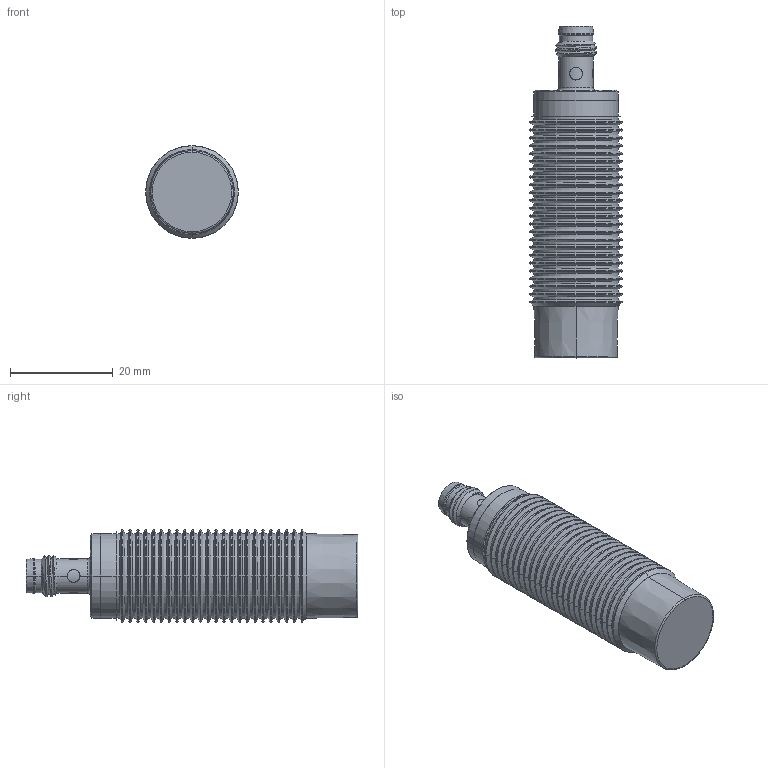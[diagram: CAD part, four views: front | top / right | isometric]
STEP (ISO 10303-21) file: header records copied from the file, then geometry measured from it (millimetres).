
FILE_DESCRIPTION(('STEP AP214'),'1');
FILE_NAME('cctmp_8C5F4DEF-A172-4FF9-9EA6-431AC87A3520_2023_07_14_07_05_06_0302_10448..stp','2023-07-14T05:05:06',('Pepperl+Fuchs GmbH'),('CADClick - www.CADClick.com'),'Spatial InterOp 3D',' ','unknown authorization');
FILE_SCHEMA(('AUTOMOTIVE_DESIGN'));
Length unit declared in the file: millimetre
Products named in the file (4): NBN12-18GM50-E0-V3; NBN12-18GM50-E0-V3_3; NBN12-18GM50-E0-V3_2; NBN12-18GM50-E0-V3_1
Assembly tree (3 placements, depth 2):
  NBN12-18GM50-E0-V3
    NBN12-18GM50-E0-V3_3
    NBN12-18GM50-E0-V3_2
    NBN12-18GM50-E0-V3_1
Bounding box: 18 x 64.5 x 18 mm (x, y, z)
Volume: 10607.2 mm3; surface area: 7780.4 mm2
Topology: 7 solids, 7 shells, 319 faces, 673 edges, 377 vertices
Faces by surface type: cylinder 149, cone 126, plane 25, torus 14, sphere 3, bspline 2
Full cylindrical faces by diameter (mm): 1.02 x3, 2.46 x4, 6 x1
Entity records: 11966 total; most frequent: CARTESIAN_POINT 2372, DIRECTION 1608, ORIENTED_EDGE 1316, AXIS2_PLACEMENT_3D 672, EDGE_CURVE 658, VERTEX_POINT 377, EDGE_LOOP 351, CIRCLE 351
